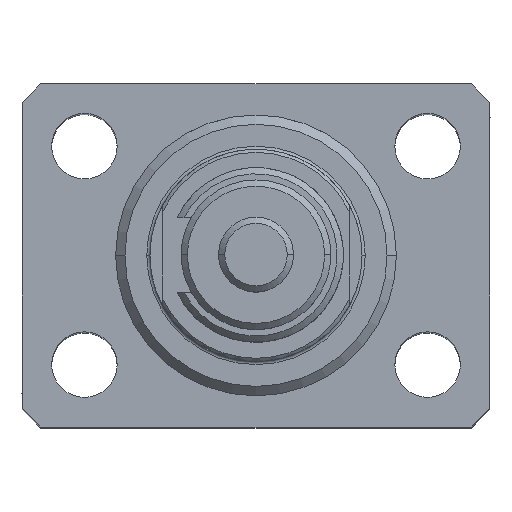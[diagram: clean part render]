
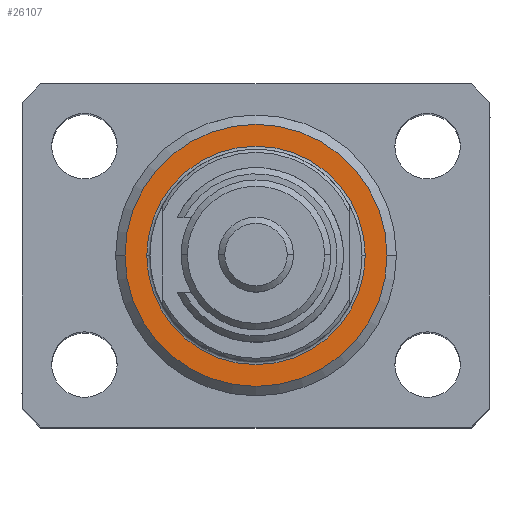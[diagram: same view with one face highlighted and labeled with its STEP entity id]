
A CAD part, top view. The second image highlights one B-rep face of the part: STEP entity #26107.
In plain terms, the highlighted face is planar.
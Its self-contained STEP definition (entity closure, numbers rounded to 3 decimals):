
#998 = CARTESIAN_POINT ( 'NONE',  ( 0., 0., 0. ) ) ;
#1240 = FACE_BOUND ( 'NONE', #30753, .T. ) ;
#1467 = DIRECTION ( 'NONE',  ( 0., 0., 1. ) ) ;
#1484 = DIRECTION ( 'NONE',  ( 0., 0., 1. ) ) ;
#1691 = FACE_OUTER_BOUND ( 'NONE', #16606, .T. ) ;
#2419 = CARTESIAN_POINT ( 'NONE',  ( 0., 0., 0. ) ) ;
#2478 = CARTESIAN_POINT ( 'NONE',  ( 17.5, 0., 0. ) ) ;
#6665 = CARTESIAN_POINT ( 'NONE',  ( -17.5, 0., 0. ) ) ;
#7794 = DIRECTION ( 'NONE',  ( 0., 0., 1. ) ) ;
#8671 = DIRECTION ( 'NONE',  ( 1., 0., 0. ) ) ;
#9398 = CARTESIAN_POINT ( 'NONE',  ( 21., 0., 0. ) ) ;
#11132 = EDGE_CURVE ( 'NONE', #39257, #42311, #18819, .T. ) ;
#11783 = AXIS2_PLACEMENT_3D ( 'NONE', #41066, #1484, #8671 ) ;
#12949 = DIRECTION ( 'NONE',  ( 1., 0., 0. ) ) ;
#16606 = EDGE_LOOP ( 'NONE', ( #31640, #37315 ) ) ;
#17037 = DIRECTION ( 'NONE',  ( 1., 0., 0. ) ) ;
#18612 = ORIENTED_EDGE ( 'NONE', *, *, #11132, .T. ) ;
#18819 = CIRCLE ( 'NONE', #34114, 17.5 ) ;
#19901 = CARTESIAN_POINT ( 'NONE',  ( 0., 0., 0. ) ) ;
#23957 = AXIS2_PLACEMENT_3D ( 'NONE', #19901, #27113, #12949 ) ;
#25775 = DIRECTION ( 'NONE',  ( 1., 0., 0. ) ) ;
#26107 = ADVANCED_FACE ( 'NONE', ( #1240, #1691 ), #37436, .F. ) ;
#26120 = EDGE_CURVE ( 'NONE', #33743, #42154, #38522, .T. ) ;
#27113 = DIRECTION ( 'NONE',  ( 0., 0., -1. ) ) ;
#28492 = CIRCLE ( 'NONE', #36894, 21. ) ;
#30245 = DIRECTION ( 'NONE',  ( 1., 0., 0. ) ) ;
#30753 = EDGE_LOOP ( 'NONE', ( #34491, #18612 ) ) ;
#31640 = ORIENTED_EDGE ( 'NONE', *, *, #26120, .T. ) ;
#32361 = EDGE_CURVE ( 'NONE', #42311, #39257, #37050, .T. ) ;
#33743 = VERTEX_POINT ( 'NONE', #9398 ) ;
#34114 = AXIS2_PLACEMENT_3D ( 'NONE', #44474, #7794, #25775 ) ;
#34491 = ORIENTED_EDGE ( 'NONE', *, *, #32361, .T. ) ;
#36894 = AXIS2_PLACEMENT_3D ( 'NONE', #2419, #45804, #17037 ) ;
#37050 = CIRCLE ( 'NONE', #11783, 17.5 ) ;
#37315 = ORIENTED_EDGE ( 'NONE', *, *, #42622, .T. ) ;
#37436 = PLANE ( 'NONE',  #42349 ) ;
#38522 = CIRCLE ( 'NONE', #23957, 21. ) ;
#38646 = CARTESIAN_POINT ( 'NONE',  ( -21., 0., 0. ) ) ;
#39257 = VERTEX_POINT ( 'NONE', #6665 ) ;
#41066 = CARTESIAN_POINT ( 'NONE',  ( 0., 0., 0. ) ) ;
#42154 = VERTEX_POINT ( 'NONE', #38646 ) ;
#42311 = VERTEX_POINT ( 'NONE', #2478 ) ;
#42349 = AXIS2_PLACEMENT_3D ( 'NONE', #998, #1467, #30245 ) ;
#42622 = EDGE_CURVE ( 'NONE', #42154, #33743, #28492, .T. ) ;
#44474 = CARTESIAN_POINT ( 'NONE',  ( 0., 0., 0. ) ) ;
#45804 = DIRECTION ( 'NONE',  ( 0., 0., -1. ) ) ;
